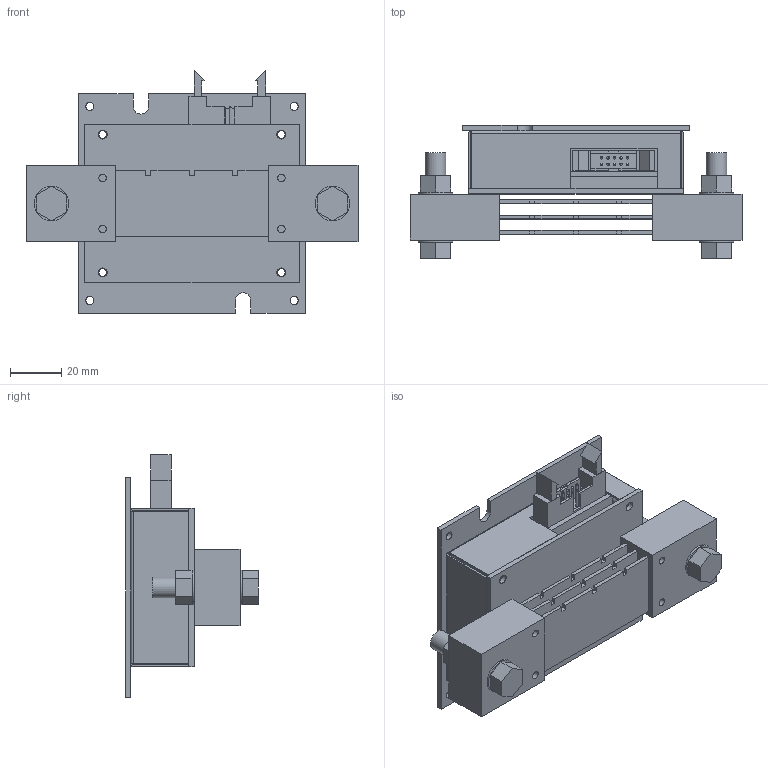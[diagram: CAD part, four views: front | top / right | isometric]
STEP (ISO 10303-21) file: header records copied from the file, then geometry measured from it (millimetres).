
FILE_DESCRIPTION(/* description */ (''),/* implementation_level */ '2;1');
FILE_NAME(/* name */ 'Шунт300А.step',/* time_stamp */ '2020-12-01T15:14:30+07:00',/* author */ ('User'),/* organization */ (''),/* preprocessor_version */ 'ST-DEVELOPER v17',/* originating_system */ 'AutoCAD Mechanical',/* authorisation */ '');
FILE_SCHEMA (('AUTOMOTIVE_DESIGN { 1 0 10303 214 3 1 1 }'));
Length unit declared in the file: millimetre
Products named in the file (1): Product
Bounding box: 130 x 52 x 95 mm (x, y, z)
Volume: 96784.4 mm3; surface area: 90034.6 mm2
Topology: 38 solids, 38 shells, 318 faces, 834 edges, 586 vertices
Faces by surface type: plane 222, cylinder 86, sphere 10
Full cylindrical faces by diameter (mm): 1 x10, 3 x16, 3.2 x4, 3.5 x24, 5 x12, 8 x6, 13.6 x4
Entity records: 10169 total; most frequent: DIRECTION 1760, CARTESIAN_POINT 1729, ORIENTED_EDGE 1648, EDGE_CURVE 824, AXIS2_PLACEMENT_3D 617, VERTEX_POINT 586, LINE 526, VECTOR 526
